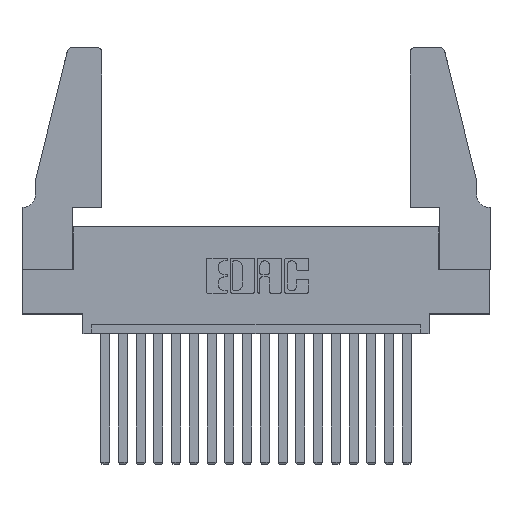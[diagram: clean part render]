
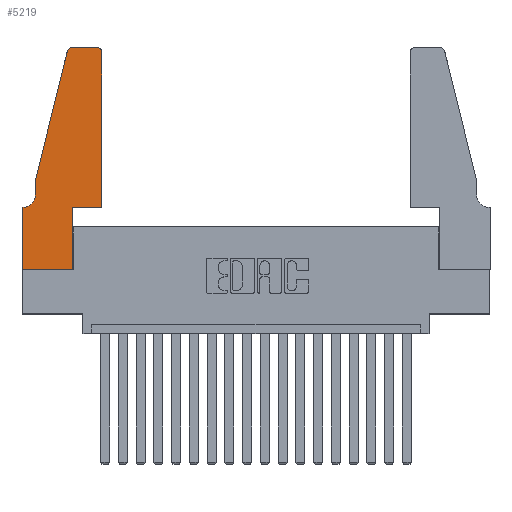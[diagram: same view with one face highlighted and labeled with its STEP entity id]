
A CAD part, top view. The second image highlights one B-rep face of the part: STEP entity #5219.
In plain terms, the highlighted planar face has unit normal (0, 0, 1).
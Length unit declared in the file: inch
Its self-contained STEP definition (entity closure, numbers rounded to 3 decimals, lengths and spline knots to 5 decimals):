
#141 = EDGE_CURVE ( 'NONE', #6166, #18668, #4396, .T. ) ;
#231 = LINE ( 'NONE', #17808, #9330 ) ;
#234 = CARTESIAN_POINT ( 'NONE',  ( 0.0755, 0.35, 0.37 ) ) ;
#399 = ORIENTED_EDGE ( 'NONE', *, *, #15931, .T. ) ;
#400 = ORIENTED_EDGE ( 'NONE', *, *, #141, .T. ) ;
#695 = DIRECTION ( 'NONE',  ( 1., 0., 0. ) ) ;
#717 = VERTEX_POINT ( 'NONE', #16074 ) ;
#757 = DIRECTION ( 'NONE',  ( 0., 0., 1. ) ) ;
#782 = EDGE_CURVE ( 'NONE', #17741, #18759, #8654, .T. ) ;
#837 = EDGE_CURVE ( 'NONE', #18759, #9387, #231, .T. ) ;
#1382 = ORIENTED_EDGE ( 'NONE', *, *, #12698, .T. ) ;
#1527 = VECTOR ( 'NONE', #16820, 39.37008 ) ;
#1628 = AXIS2_PLACEMENT_3D ( 'NONE', #14609, #17458, #5900 ) ;
#2085 = CARTESIAN_POINT ( 'NONE',  ( 0., 0., 0.37 ) ) ;
#2484 = VERTEX_POINT ( 'NONE', #7958 ) ;
#3018 = DIRECTION ( 'NONE',  ( 0., 1., 0. ) ) ;
#3206 = CARTESIAN_POINT ( 'NONE',  ( 0.4505, 0.35, 0.37 ) ) ;
#3338 = VECTOR ( 'NONE', #14271, 39.37008 ) ;
#3553 = DIRECTION ( 'NONE',  ( -1., 0., 0. ) ) ;
#3593 = ORIENTED_EDGE ( 'NONE', *, *, #6758, .T. ) ;
#3671 = EDGE_CURVE ( 'NONE', #12159, #717, #10147, .T. ) ;
#4064 = LINE ( 'NONE', #15073, #17536 ) ;
#4146 = VECTOR ( 'NONE', #13812, 39.37008 ) ;
#4396 = LINE ( 'NONE', #2085, #4146 ) ;
#4688 = EDGE_CURVE ( 'NONE', #18668, #12325, #5140, .T. ) ;
#4823 = CARTESIAN_POINT ( 'NONE',  ( 0., 0.35, 0.37 ) ) ;
#5140 = LINE ( 'NONE', #7823, #16316 ) ;
#5219 = ADVANCED_FACE ( 'NONE', ( #10115 ), #18030, .T. ) ;
#5405 = CARTESIAN_POINT ( 'NONE',  ( 0.4505, 1.22, 0.37 ) ) ;
#5900 = DIRECTION ( 'NONE',  ( -1., 0., 0. ) ) ;
#6166 = VERTEX_POINT ( 'NONE', #12217 ) ;
#6550 = EDGE_LOOP ( 'NONE', ( #17177, #15904, #6888, #10923, #10543, #1382, #400, #7983, #399, #13110, #14244, #3593 ) ) ;
#6721 = CARTESIAN_POINT ( 'NONE',  ( 0.2865, 0., 0.37 ) ) ;
#6758 = EDGE_CURVE ( 'NONE', #9387, #18395, #18299, .T. ) ;
#6888 = ORIENTED_EDGE ( 'NONE', *, *, #11240, .T. ) ;
#7627 = CARTESIAN_POINT ( 'NONE',  ( 0.0755, 0.5, 0.37 ) ) ;
#7738 = DIRECTION ( 'NONE',  ( 1., 0., 0. ) ) ;
#7823 = CARTESIAN_POINT ( 'NONE',  ( 0., 0., 0.37 ) ) ;
#7958 = CARTESIAN_POINT ( 'NONE',  ( 0.0055, 0.35, 0.37 ) ) ;
#7983 = ORIENTED_EDGE ( 'NONE', *, *, #4688, .T. ) ;
#8040 = VECTOR ( 'NONE', #3018, 39.37008 ) ;
#8189 = VECTOR ( 'NONE', #17744, 39.37008 ) ;
#8308 = EDGE_CURVE ( 'NONE', #717, #2484, #8428, .T. ) ;
#8428 = CIRCLE ( 'NONE', #1628, 0.07 ) ;
#8654 = LINE ( 'NONE', #10373, #8189 ) ;
#9330 = VECTOR ( 'NONE', #13420, 39.37008 ) ;
#9374 = CARTESIAN_POINT ( 'NONE',  ( 0.25487, 1.22718, 0.37 ) ) ;
#9387 = VERTEX_POINT ( 'NONE', #5405 ) ;
#9451 = LINE ( 'NONE', #9805, #3338 ) ;
#9530 = DIRECTION ( 'NONE',  ( 0., 0., 1. ) ) ;
#9614 = CARTESIAN_POINT ( 'NONE',  ( 0.4205, 1.25, 0.37 ) ) ;
#9805 = CARTESIAN_POINT ( 'NONE',  ( 0.0755, 0.5, 0.37 ) ) ;
#9846 = EDGE_CURVE ( 'NONE', #18395, #14326, #4064, .T. ) ;
#10115 = FACE_OUTER_BOUND ( 'NONE', #6550, .T. ) ;
#10147 = LINE ( 'NONE', #15362, #1527 ) ;
#10373 = CARTESIAN_POINT ( 'NONE',  ( 0.4505, 0.35, 0.37 ) ) ;
#10543 = ORIENTED_EDGE ( 'NONE', *, *, #8308, .T. ) ;
#10923 = ORIENTED_EDGE ( 'NONE', *, *, #3671, .T. ) ;
#11240 = EDGE_CURVE ( 'NONE', #12836, #12159, #9451, .T. ) ;
#11917 = LINE ( 'NONE', #16182, #8040 ) ;
#12159 = VERTEX_POINT ( 'NONE', #7627 ) ;
#12217 = CARTESIAN_POINT ( 'NONE',  ( 0., 0.35, 0.37 ) ) ;
#12325 = VERTEX_POINT ( 'NONE', #6721 ) ;
#12698 = EDGE_CURVE ( 'NONE', #2484, #6166, #13500, .T. ) ;
#12836 = VERTEX_POINT ( 'NONE', #9374 ) ;
#13019 = CIRCLE ( 'NONE', #15874, 0.03 ) ;
#13110 = ORIENTED_EDGE ( 'NONE', *, *, #782, .T. ) ;
#13420 = DIRECTION ( 'NONE',  ( 0., 1., 0. ) ) ;
#13500 = LINE ( 'NONE', #234, #15119 ) ;
#13717 = CARTESIAN_POINT ( 'NONE',  ( 0.284, 1.25, 0.37 ) ) ;
#13812 = DIRECTION ( 'NONE',  ( 0., -1., 0. ) ) ;
#13849 = CARTESIAN_POINT ( 'NONE',  ( 0.284, 1.22, 0.37 ) ) ;
#14244 = ORIENTED_EDGE ( 'NONE', *, *, #837, .T. ) ;
#14271 = DIRECTION ( 'NONE',  ( -0.239, -0.971, 0. ) ) ;
#14326 = VERTEX_POINT ( 'NONE', #13717 ) ;
#14609 = CARTESIAN_POINT ( 'NONE',  ( 0.0055, 0.42, 0.37 ) ) ;
#15073 = CARTESIAN_POINT ( 'NONE',  ( 0.2605, 1.25, 0.37 ) ) ;
#15119 = VECTOR ( 'NONE', #16158, 39.37008 ) ;
#15362 = CARTESIAN_POINT ( 'NONE',  ( 0.0755, 0.5, 0.37 ) ) ;
#15874 = AXIS2_PLACEMENT_3D ( 'NONE', #13849, #9530, #16945 ) ;
#15904 = ORIENTED_EDGE ( 'NONE', *, *, #17222, .T. ) ;
#15931 = EDGE_CURVE ( 'NONE', #12325, #17741, #11917, .T. ) ;
#16074 = CARTESIAN_POINT ( 'NONE',  ( 0.0755, 0.42, 0.37 ) ) ;
#16158 = DIRECTION ( 'NONE',  ( -1., 0., 0. ) ) ;
#16182 = CARTESIAN_POINT ( 'NONE',  ( 0.2865, 0.35, 0.37 ) ) ;
#16289 = DIRECTION ( 'NONE',  ( 0., 0., 1. ) ) ;
#16316 = VECTOR ( 'NONE', #16501, 39.37008 ) ;
#16501 = DIRECTION ( 'NONE',  ( 1., 0., 0. ) ) ;
#16820 = DIRECTION ( 'NONE',  ( 0., -1., 0. ) ) ;
#16945 = DIRECTION ( 'NONE',  ( 1., 0., 0. ) ) ;
#17177 = ORIENTED_EDGE ( 'NONE', *, *, #9846, .T. ) ;
#17222 = EDGE_CURVE ( 'NONE', #14326, #12836, #13019, .T. ) ;
#17458 = DIRECTION ( 'NONE',  ( 0., 0., -1. ) ) ;
#17487 = CARTESIAN_POINT ( 'NONE',  ( 0., 0., 0.37 ) ) ;
#17536 = VECTOR ( 'NONE', #3553, 39.37008 ) ;
#17741 = VERTEX_POINT ( 'NONE', #17972 ) ;
#17744 = DIRECTION ( 'NONE',  ( 1., 0., 0. ) ) ;
#17808 = CARTESIAN_POINT ( 'NONE',  ( 0.4505, 0.35, 0.37 ) ) ;
#17972 = CARTESIAN_POINT ( 'NONE',  ( 0.2865, 0.35, 0.37 ) ) ;
#18030 = PLANE ( 'NONE',  #18144 ) ;
#18144 = AXIS2_PLACEMENT_3D ( 'NONE', #4823, #16289, #7738 ) ;
#18288 = CARTESIAN_POINT ( 'NONE',  ( 0.4205, 1.22, 0.37 ) ) ;
#18299 = CIRCLE ( 'NONE', #18387, 0.03 ) ;
#18387 = AXIS2_PLACEMENT_3D ( 'NONE', #18288, #757, #695 ) ;
#18395 = VERTEX_POINT ( 'NONE', #9614 ) ;
#18668 = VERTEX_POINT ( 'NONE', #17487 ) ;
#18759 = VERTEX_POINT ( 'NONE', #3206 ) ;
